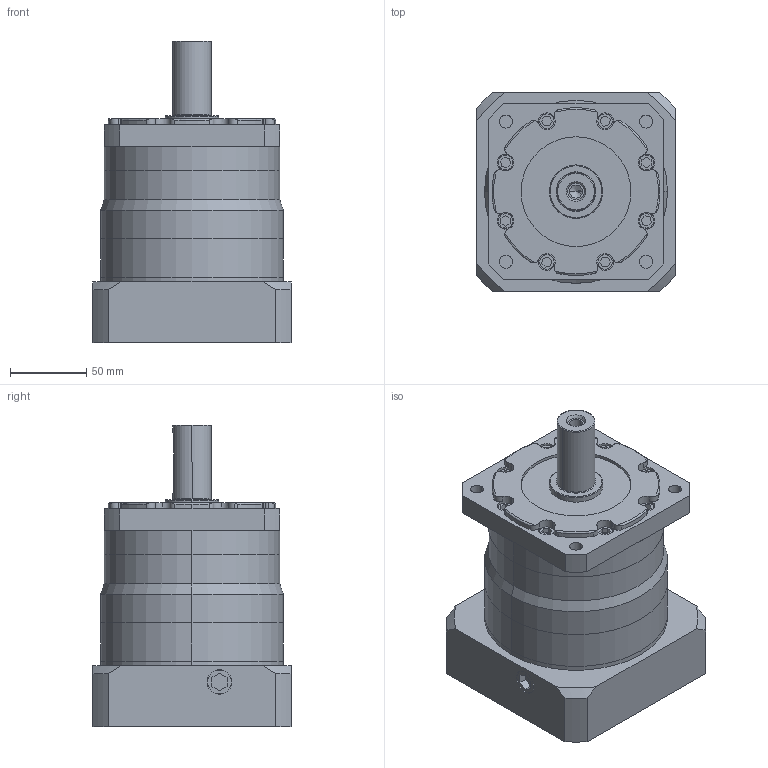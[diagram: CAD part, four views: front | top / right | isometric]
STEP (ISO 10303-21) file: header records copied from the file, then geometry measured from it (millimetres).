
FILE_DESCRIPTION (( 'STEP AP214' ), '1' );
FILE_NAME ('VGF115单级模型（24-55 110-5 4-9-145）.STEP', '2019-01-10T07:21:03', ( 'Windows' ), ( 'Microsoft' ), 'SwSTEP 2.0', 'SolidWorks 2016', '' );
FILE_SCHEMA (( 'AUTOMOTIVE_DESIGN' ));
Length unit declared in the file: millimetre
Products named in the file (1): VGF115单级模型（24-55 110-5 4-9-145）
Bounding box: 130 x 130 x 198 mm (x, y, z)
Volume: 1572126.1 mm3; surface area: 200658.1 mm2
Topology: 4 solids, 4 shells, 350 faces, 877 edges, 571 vertices
Faces by surface type: plane 165, cylinder 148, torus 19, cone 18
Entity records: 10967 total; most frequent: CARTESIAN_POINT 2198, DIRECTION 1876, ORIENTED_EDGE 1734, EDGE_CURVE 867, AXIS2_PLACEMENT_3D 699, VERTEX_POINT 571, VECTOR 478, LINE 478
